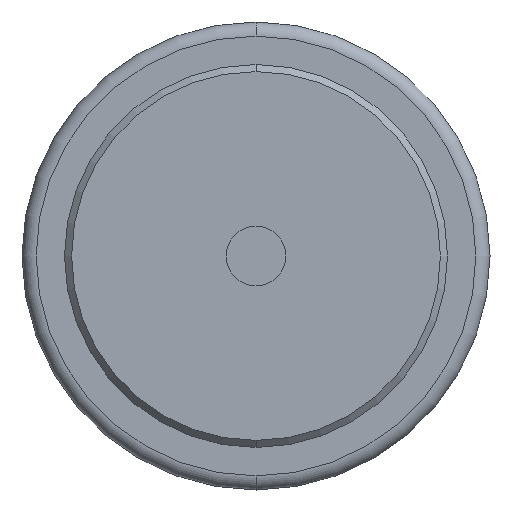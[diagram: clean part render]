
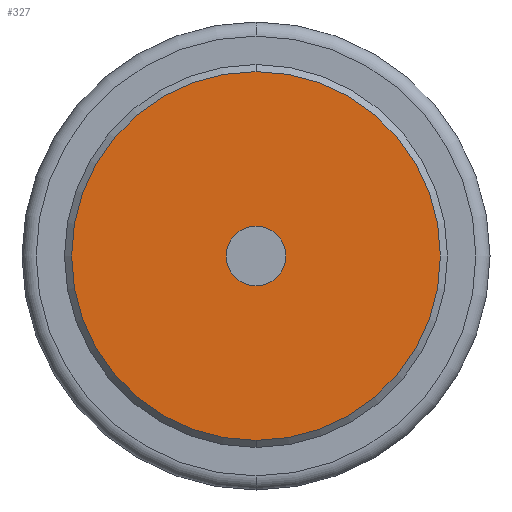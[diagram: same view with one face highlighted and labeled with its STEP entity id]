
A CAD part, front view. The second image highlights one B-rep face of the part: STEP entity #327.
In plain terms, the highlighted planar face has unit normal (0, -1, 0).
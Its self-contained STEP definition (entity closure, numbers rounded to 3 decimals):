
#20 = FACE_OUTER_BOUND ( 'NONE', #545, .T. ) ;
#23 = CIRCLE ( 'NONE', #50, 2.1 ) ;
#27 = DIRECTION ( 'NONE',  ( 0., 0., 1. ) ) ;
#50 = AXIS2_PLACEMENT_3D ( 'NONE', #381, #440, #686 ) ;
#68 = DIRECTION ( 'NONE',  ( 0., 0., -1. ) ) ;
#90 = VERTEX_POINT ( 'NONE', #190 ) ;
#92 = CARTESIAN_POINT ( 'NONE',  ( 0., 0., -13. ) ) ;
#129 = CIRCLE ( 'NONE', #890, 2.1 ) ;
#142 = CARTESIAN_POINT ( 'NONE',  ( 0., 0., 0. ) ) ;
#151 = PLANE ( 'NONE',  #644 ) ;
#190 = CARTESIAN_POINT ( 'NONE',  ( 0., 0., 13. ) ) ;
#193 = EDGE_CURVE ( 'NONE', #816, #90, #332, .T. ) ;
#228 = CARTESIAN_POINT ( 'NONE',  ( 0., 0., 0. ) ) ;
#274 = EDGE_CURVE ( 'NONE', #959, #353, #23, .T. ) ;
#301 = DIRECTION ( 'NONE',  ( 0., -1., 0. ) ) ;
#310 = CARTESIAN_POINT ( 'NONE',  ( 0., 0., -2.1 ) ) ;
#327 = ADVANCED_FACE ( 'NONE', ( #20, #630 ), #151, .F. ) ;
#330 = DIRECTION ( 'NONE',  ( 0., 0., 1. ) ) ;
#332 = CIRCLE ( 'NONE', #901, 13. ) ;
#353 = VERTEX_POINT ( 'NONE', #310 ) ;
#360 = ORIENTED_EDGE ( 'NONE', *, *, #670, .T. ) ;
#381 = CARTESIAN_POINT ( 'NONE',  ( 0., 0., 0. ) ) ;
#440 = DIRECTION ( 'NONE',  ( 0., -1., 0. ) ) ;
#471 = DIRECTION ( 'NONE',  ( 0., 1., 0. ) ) ;
#545 = EDGE_LOOP ( 'NONE', ( #360, #958 ) ) ;
#573 = EDGE_CURVE ( 'NONE', #353, #959, #129, .T. ) ;
#607 = ORIENTED_EDGE ( 'NONE', *, *, #573, .F. ) ;
#609 = EDGE_LOOP ( 'NONE', ( #607, #785 ) ) ;
#617 = CARTESIAN_POINT ( 'NONE',  ( 0., 0., 2.1 ) ) ;
#630 = FACE_BOUND ( 'NONE', #609, .T. ) ;
#644 = AXIS2_PLACEMENT_3D ( 'NONE', #789, #471, #330 ) ;
#668 = CARTESIAN_POINT ( 'NONE',  ( 0., 0., 0. ) ) ;
#670 = EDGE_CURVE ( 'NONE', #90, #816, #951, .T. ) ;
#686 = DIRECTION ( 'NONE',  ( 0., 0., -1. ) ) ;
#785 = ORIENTED_EDGE ( 'NONE', *, *, #274, .F. ) ;
#789 = CARTESIAN_POINT ( 'NONE',  ( 0., 0., 0. ) ) ;
#794 = DIRECTION ( 'NONE',  ( 0., -1., 0. ) ) ;
#795 = AXIS2_PLACEMENT_3D ( 'NONE', #228, #301, #931 ) ;
#816 = VERTEX_POINT ( 'NONE', #92 ) ;
#823 = DIRECTION ( 'NONE',  ( 0., -1., 0. ) ) ;
#890 = AXIS2_PLACEMENT_3D ( 'NONE', #142, #794, #68 ) ;
#901 = AXIS2_PLACEMENT_3D ( 'NONE', #668, #823, #27 ) ;
#931 = DIRECTION ( 'NONE',  ( 0., 0., 1. ) ) ;
#951 = CIRCLE ( 'NONE', #795, 13. ) ;
#958 = ORIENTED_EDGE ( 'NONE', *, *, #193, .T. ) ;
#959 = VERTEX_POINT ( 'NONE', #617 ) ;
